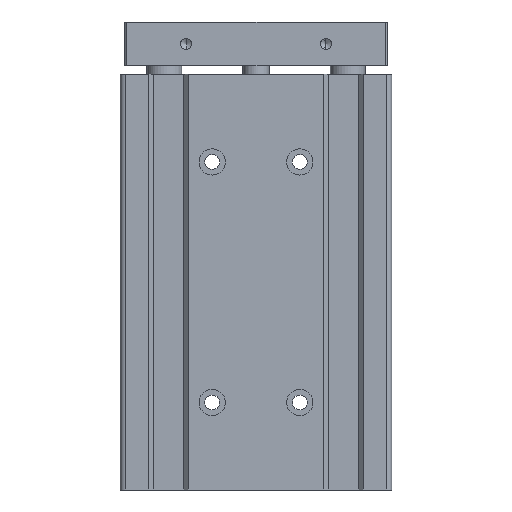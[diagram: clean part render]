
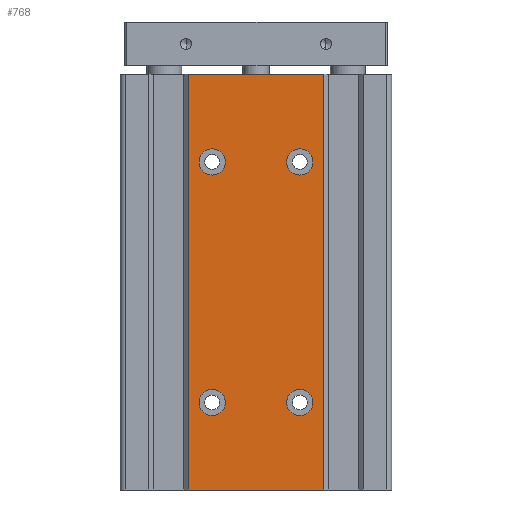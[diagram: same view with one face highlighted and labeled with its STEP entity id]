
A CAD part, front view. The second image highlights one B-rep face of the part: STEP entity #768.
In plain terms, the highlighted planar face has unit normal (0, -1, 0).
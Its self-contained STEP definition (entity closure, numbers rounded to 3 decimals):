
#541 = VERTEX_POINT ( 'NONE', #3148 ) ;
#545 = VERTEX_POINT ( 'NONE', #3142 ) ;
#554 = EDGE_CURVE ( 'NONE', #541, #555, #3191, .T. ) ;
#555 = VERTEX_POINT ( 'NONE', #3186 ) ;
#580 = VERTEX_POINT ( 'NONE', #3269 ) ;
#583 = EDGE_CURVE ( 'NONE', #587, #580, #3266, .T. ) ;
#587 = VERTEX_POINT ( 'NONE', #3253 ) ;
#600 = VERTEX_POINT ( 'NONE', #3289 ) ;
#601 = EDGE_CURVE ( 'NONE', #604, #600, #3288, .T. ) ;
#604 = VERTEX_POINT ( 'NONE', #3279 ) ;
#605 = VERTEX_POINT ( 'NONE', #3278 ) ;
#613 = EDGE_CURVE ( 'NONE', #545, #605, #3320, .T. ) ;
#736 = EDGE_LOOP ( 'NONE', ( #814, #737 ) ) ;
#737 = ORIENTED_EDGE ( 'NONE', *, *, #613, .F. ) ;
#738 = ORIENTED_EDGE ( 'NONE', *, *, #554, .F. ) ;
#739 = EDGE_CURVE ( 'NONE', #555, #541, #3566, .T. ) ;
#740 = ORIENTED_EDGE ( 'NONE', *, *, #739, .F. ) ;
#742 = EDGE_LOOP ( 'NONE', ( #740, #738 ) ) ;
#762 = VERTEX_POINT ( 'NONE', #3584 ) ;
#768 = ADVANCED_FACE ( 'NONE', ( #3642, #3641, #3640, #3639, #3638 ), #3637, .T. ) ;
#773 = EDGE_CURVE ( 'NONE', #774, #762, #3627, .T. ) ;
#774 = VERTEX_POINT ( 'NONE', #3623 ) ;
#794 = ORIENTED_EDGE ( 'NONE', *, *, #773, .T. ) ;
#796 = EDGE_CURVE ( 'NONE', #804, #774, #3713, .T. ) ;
#797 = EDGE_CURVE ( 'NONE', #798, #762, #3709, .T. ) ;
#798 = VERTEX_POINT ( 'NONE', #3705 ) ;
#799 = ORIENTED_EDGE ( 'NONE', *, *, #797, .F. ) ;
#801 = ORIENTED_EDGE ( 'NONE', *, *, #583, .F. ) ;
#802 = EDGE_LOOP ( 'NONE', ( #799, #805, #806, #794 ) ) ;
#803 = EDGE_CURVE ( 'NONE', #804, #798, #3704, .T. ) ;
#804 = VERTEX_POINT ( 'NONE', #3700 ) ;
#805 = ORIENTED_EDGE ( 'NONE', *, *, #803, .F. ) ;
#806 = ORIENTED_EDGE ( 'NONE', *, *, #796, .T. ) ;
#807 = EDGE_CURVE ( 'NONE', #600, #604, #3699, .T. ) ;
#808 = ORIENTED_EDGE ( 'NONE', *, *, #809, .F. ) ;
#809 = EDGE_CURVE ( 'NONE', #580, #587, #3694, .T. ) ;
#810 = EDGE_LOOP ( 'NONE', ( #811, #812 ) ) ;
#811 = ORIENTED_EDGE ( 'NONE', *, *, #807, .F. ) ;
#812 = ORIENTED_EDGE ( 'NONE', *, *, #601, .F. ) ;
#813 = EDGE_LOOP ( 'NONE', ( #808, #801 ) ) ;
#814 = ORIENTED_EDGE ( 'NONE', *, *, #815, .F. ) ;
#815 = EDGE_CURVE ( 'NONE', #605, #545, #3689, .T. ) ;
#3142 = CARTESIAN_POINT ( 'NONE',  ( -10., 0., -72. ) ) ;
#3148 = CARTESIAN_POINT ( 'NONE',  ( 10., 0., -72. ) ) ;
#3186 = CARTESIAN_POINT ( 'NONE',  ( 10., 0., -78. ) ) ;
#3187 = DIRECTION ( 'NONE',  ( 0., 0., -1. ) ) ;
#3188 = DIRECTION ( 'NONE',  ( 0., -1., 0. ) ) ;
#3189 = CARTESIAN_POINT ( 'NONE',  ( 10., 0., -75. ) ) ;
#3190 = AXIS2_PLACEMENT_3D ( 'NONE', #3189, #3188, #3187 ) ;
#3191 = CIRCLE ( 'NONE', #3190, 3. ) ;
#3253 = CARTESIAN_POINT ( 'NONE',  ( -10., 0., -17. ) ) ;
#3258 = DIRECTION ( 'NONE',  ( 0., 0., -1. ) ) ;
#3259 = DIRECTION ( 'NONE',  ( 0., -1., 0. ) ) ;
#3260 = CARTESIAN_POINT ( 'NONE',  ( -10., 0., -20. ) ) ;
#3261 = AXIS2_PLACEMENT_3D ( 'NONE', #3260, #3259, #3258 ) ;
#3266 = CIRCLE ( 'NONE', #3261, 3. ) ;
#3269 = CARTESIAN_POINT ( 'NONE',  ( -10., 0., -23. ) ) ;
#3278 = CARTESIAN_POINT ( 'NONE',  ( -10., 0., -78. ) ) ;
#3279 = CARTESIAN_POINT ( 'NONE',  ( 10., 0., -17. ) ) ;
#3284 = DIRECTION ( 'NONE',  ( 0., 0., -1. ) ) ;
#3285 = DIRECTION ( 'NONE',  ( 0., -1., 0. ) ) ;
#3286 = CARTESIAN_POINT ( 'NONE',  ( 10., 0., -20. ) ) ;
#3287 = AXIS2_PLACEMENT_3D ( 'NONE', #3286, #3285, #3284 ) ;
#3288 = CIRCLE ( 'NONE', #3287, 3. ) ;
#3289 = CARTESIAN_POINT ( 'NONE',  ( 10., 0., -23. ) ) ;
#3316 = DIRECTION ( 'NONE',  ( 0., 0., -1. ) ) ;
#3317 = DIRECTION ( 'NONE',  ( 0., -1., 0. ) ) ;
#3318 = CARTESIAN_POINT ( 'NONE',  ( -10., 0., -75. ) ) ;
#3319 = AXIS2_PLACEMENT_3D ( 'NONE', #3318, #3317, #3316 ) ;
#3320 = CIRCLE ( 'NONE', #3319, 3. ) ;
#3562 = DIRECTION ( 'NONE',  ( 0., 0., -1. ) ) ;
#3563 = DIRECTION ( 'NONE',  ( 0., -1., 0. ) ) ;
#3564 = CARTESIAN_POINT ( 'NONE',  ( 10., 0., -75. ) ) ;
#3565 = AXIS2_PLACEMENT_3D ( 'NONE', #3564, #3563, #3562 ) ;
#3566 = CIRCLE ( 'NONE', #3565, 3. ) ;
#3584 = CARTESIAN_POINT ( 'NONE',  ( 15.5, 0., 0. ) ) ;
#3623 = CARTESIAN_POINT ( 'NONE',  ( 15.5, 0., -95. ) ) ;
#3624 = DIRECTION ( 'NONE',  ( 0., 0., 1. ) ) ;
#3625 = VECTOR ( 'NONE', #3624, 1000. ) ;
#3626 = CARTESIAN_POINT ( 'NONE',  ( 15.5, 0., -95. ) ) ;
#3627 = LINE ( 'NONE', #3626, #3625 ) ;
#3633 = DIRECTION ( 'NONE',  ( 0., 0., -1. ) ) ;
#3634 = DIRECTION ( 'NONE',  ( 0., -1., 0. ) ) ;
#3635 = CARTESIAN_POINT ( 'NONE',  ( 15.5, 0., -95. ) ) ;
#3636 = AXIS2_PLACEMENT_3D ( 'NONE', #3635, #3634, #3633 ) ;
#3637 = PLANE ( 'NONE',  #3636 ) ;
#3638 = FACE_OUTER_BOUND ( 'NONE', #802, .T. ) ;
#3639 = FACE_BOUND ( 'NONE', #813, .T. ) ;
#3640 = FACE_BOUND ( 'NONE', #810, .T. ) ;
#3641 = FACE_BOUND ( 'NONE', #736, .T. ) ;
#3642 = FACE_BOUND ( 'NONE', #742, .T. ) ;
#3685 = DIRECTION ( 'NONE',  ( 0., 0., -1. ) ) ;
#3686 = DIRECTION ( 'NONE',  ( 0., -1., 0. ) ) ;
#3687 = CARTESIAN_POINT ( 'NONE',  ( -10., 0., -75. ) ) ;
#3688 = AXIS2_PLACEMENT_3D ( 'NONE', #3687, #3686, #3685 ) ;
#3689 = CIRCLE ( 'NONE', #3688, 3. ) ;
#3690 = DIRECTION ( 'NONE',  ( 0., 0., -1. ) ) ;
#3691 = DIRECTION ( 'NONE',  ( 0., -1., 0. ) ) ;
#3692 = CARTESIAN_POINT ( 'NONE',  ( -10., 0., -20. ) ) ;
#3693 = AXIS2_PLACEMENT_3D ( 'NONE', #3692, #3691, #3690 ) ;
#3694 = CIRCLE ( 'NONE', #3693, 3. ) ;
#3695 = DIRECTION ( 'NONE',  ( 0., 0., -1. ) ) ;
#3696 = DIRECTION ( 'NONE',  ( 0., -1., 0. ) ) ;
#3697 = CARTESIAN_POINT ( 'NONE',  ( 10., 0., -20. ) ) ;
#3698 = AXIS2_PLACEMENT_3D ( 'NONE', #3697, #3696, #3695 ) ;
#3699 = CIRCLE ( 'NONE', #3698, 3. ) ;
#3700 = CARTESIAN_POINT ( 'NONE',  ( -15.5, 0., -95. ) ) ;
#3701 = DIRECTION ( 'NONE',  ( 0., 0., 1. ) ) ;
#3702 = VECTOR ( 'NONE', #3701, 1000. ) ;
#3703 = CARTESIAN_POINT ( 'NONE',  ( -15.5, 0., -95. ) ) ;
#3704 = LINE ( 'NONE', #3703, #3702 ) ;
#3705 = CARTESIAN_POINT ( 'NONE',  ( -15.5, 0., 0. ) ) ;
#3706 = DIRECTION ( 'NONE',  ( 1., 0., 0. ) ) ;
#3707 = VECTOR ( 'NONE', #3706, 1000. ) ;
#3708 = CARTESIAN_POINT ( 'NONE',  ( 15.5, 0., 0. ) ) ;
#3709 = LINE ( 'NONE', #3708, #3707 ) ;
#3710 = DIRECTION ( 'NONE',  ( 1., 0., 0. ) ) ;
#3711 = VECTOR ( 'NONE', #3710, 1000. ) ;
#3712 = CARTESIAN_POINT ( 'NONE',  ( 15.5, 0., -95. ) ) ;
#3713 = LINE ( 'NONE', #3712, #3711 ) ;
